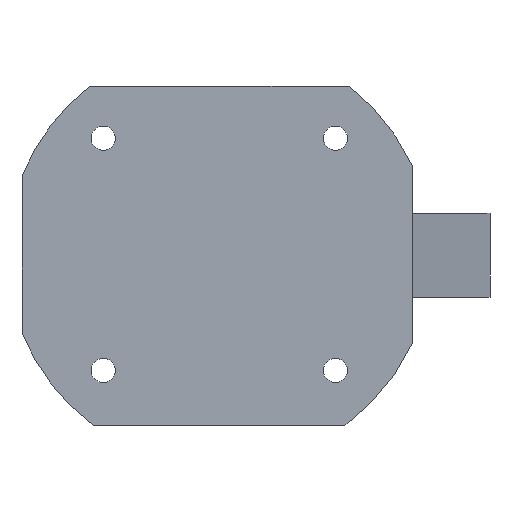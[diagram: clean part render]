
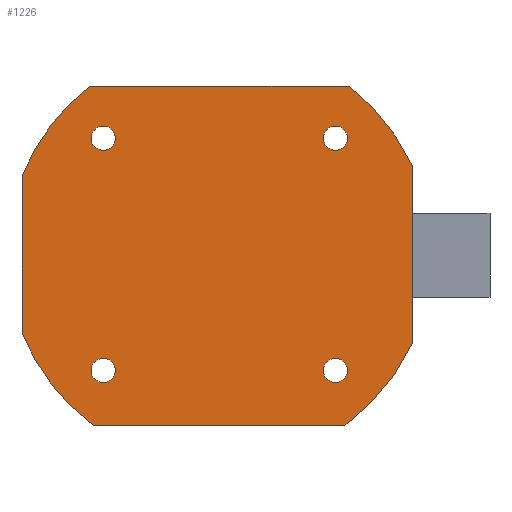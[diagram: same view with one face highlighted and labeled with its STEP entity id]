
A CAD part, front view. The second image highlights one B-rep face of the part: STEP entity #1226.
In plain terms, the highlighted planar face has unit normal (0, -1, 0).
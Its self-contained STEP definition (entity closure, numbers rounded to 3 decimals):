
#2 = CARTESIAN_POINT ( 'NONE',  ( 5.567, -2.817, 32.451 ) ) ;
#10 = EDGE_LOOP ( 'NONE', ( #1125, #1197 ) ) ;
#53 = EDGE_LOOP ( 'NONE', ( #1207, #748 ) ) ;
#59 = EDGE_CURVE ( 'NONE', #1250, #1032, #915, .T. ) ;
#69 = EDGE_CURVE ( 'NONE', #952, #795, #1056, .T. ) ;
#76 = EDGE_CURVE ( 'NONE', #809, #1006, #321, .T. ) ;
#84 = DIRECTION ( 'NONE',  ( -1., 0., 0. ) ) ;
#101 = CIRCLE ( 'NONE', #947, 1.513 ) ;
#107 = DIRECTION ( 'NONE',  ( 0., 0., -1. ) ) ;
#118 = FACE_BOUND ( 'NONE', #549, .T. ) ;
#126 = AXIS2_PLACEMENT_3D ( 'NONE', #344, #1176, #245 ) ;
#138 = FACE_BOUND ( 'NONE', #636, .T. ) ;
#139 = LINE ( 'NONE', #916, #376 ) ;
#149 = CARTESIAN_POINT ( 'NONE',  ( 4.054, -2.817, 3.46 ) ) ;
#164 = VECTOR ( 'NONE', #317, 1000. ) ;
#181 = EDGE_LOOP ( 'NONE', ( #965, #1076, #589, #289, #1268, #1282, #768, #1293 ) ) ;
#200 = CARTESIAN_POINT ( 'NONE',  ( 34.558, -2.817, 3.46 ) ) ;
#217 = CARTESIAN_POINT ( 'NONE',  ( -7.288, -2.817, 38.926 ) ) ;
#218 = DIRECTION ( 'NONE',  ( 0., -1., 0. ) ) ;
#230 = CARTESIAN_POINT ( 'NONE',  ( 44.142, -2.817, 6.881 ) ) ;
#235 = ORIENTED_EDGE ( 'NONE', *, *, #1111, .T. ) ;
#236 = EDGE_CURVE ( 'NONE', #316, #273, #1322, .T. ) ;
#245 = DIRECTION ( 'NONE',  ( -1., 0., 0. ) ) ;
#251 = CARTESIAN_POINT ( 'NONE',  ( -7.288, -2.817, -3.412 ) ) ;
#273 = VERTEX_POINT ( 'NONE', #1018 ) ;
#289 = ORIENTED_EDGE ( 'NONE', *, *, #504, .F. ) ;
#291 = CARTESIAN_POINT ( 'NONE',  ( 33.046, -2.817, 32.451 ) ) ;
#300 = CIRCLE ( 'NONE', #1285, 26.504 ) ;
#301 = CARTESIAN_POINT ( 'NONE',  ( 34.558, -2.817, 32.451 ) ) ;
#303 = AXIS2_PLACEMENT_3D ( 'NONE', #1161, #568, #1193 ) ;
#315 = DIRECTION ( 'NONE',  ( -1., 0., 0. ) ) ;
#316 = VERTEX_POINT ( 'NONE', #705 ) ;
#317 = DIRECTION ( 'NONE',  ( 0., 0., 1. ) ) ;
#321 = CIRCLE ( 'NONE', #126, 1.513 ) ;
#324 = PLANE ( 'NONE',  #998 ) ;
#344 = CARTESIAN_POINT ( 'NONE',  ( 5.567, -2.817, 3.46 ) ) ;
#346 = CARTESIAN_POINT ( 'NONE',  ( 4.054, -2.817, 32.451 ) ) ;
#358 = DIRECTION ( 'NONE',  ( 0., 1., 0. ) ) ;
#376 = VECTOR ( 'NONE', #1340, 1000. ) ;
#394 = AXIS2_PLACEMENT_3D ( 'NONE', #656, #524, #927 ) ;
#441 = CARTESIAN_POINT ( 'NONE',  ( -4.587, -2.817, 8.215 ) ) ;
#448 = AXIS2_PLACEMENT_3D ( 'NONE', #1212, #586, #1121 ) ;
#450 = CARTESIAN_POINT ( 'NONE',  ( 3.854, -2.817, 38.926 ) ) ;
#462 = CIRCLE ( 'NONE', #303, 1.513 ) ;
#480 = EDGE_CURVE ( 'NONE', #1032, #1250, #1058, .T. ) ;
#489 = EDGE_CURVE ( 'NONE', #531, #780, #300, .T. ) ;
#495 = DIRECTION ( 'NONE',  ( 0., 1., 0. ) ) ;
#500 = AXIS2_PLACEMENT_3D ( 'NONE', #301, #714, #1335 ) ;
#504 = EDGE_CURVE ( 'NONE', #952, #1041, #139, .T. ) ;
#511 = DIRECTION ( 'NONE',  ( -1., 0., 0. ) ) ;
#513 = CARTESIAN_POINT ( 'NONE',  ( 44.142, -2.817, -3.412 ) ) ;
#514 = AXIS2_PLACEMENT_3D ( 'NONE', #548, #954, #1277 ) ;
#516 = AXIS2_PLACEMENT_3D ( 'NONE', #2, #1046, #315 ) ;
#524 = DIRECTION ( 'NONE',  ( 0., -1., 0. ) ) ;
#526 = FACE_BOUND ( 'NONE', #10, .T. ) ;
#531 = VERTEX_POINT ( 'NONE', #1106 ) ;
#548 = CARTESIAN_POINT ( 'NONE',  ( 5.567, -2.817, 32.451 ) ) ;
#549 = EDGE_LOOP ( 'NONE', ( #986, #1135 ) ) ;
#553 = DIRECTION ( 'NONE',  ( 0., 0., 1. ) ) ;
#568 = DIRECTION ( 'NONE',  ( 0., 1., 0. ) ) ;
#586 = DIRECTION ( 'NONE',  ( 0., -1., 0. ) ) ;
#589 = ORIENTED_EDGE ( 'NONE', *, *, #668, .T. ) ;
#610 = CIRCLE ( 'NONE', #973, 26.504 ) ;
#636 = EDGE_LOOP ( 'NONE', ( #235, #918 ) ) ;
#637 = LINE ( 'NONE', #513, #164 ) ;
#653 = DIRECTION ( 'NONE',  ( 0., 0., -1. ) ) ;
#656 = CARTESIAN_POINT ( 'NONE',  ( 20.062, -2.817, 17.955 ) ) ;
#668 = EDGE_CURVE ( 'NONE', #945, #1041, #909, .T. ) ;
#705 = CARTESIAN_POINT ( 'NONE',  ( 36.071, -2.817, 3.46 ) ) ;
#713 = AXIS2_PLACEMENT_3D ( 'NONE', #1180, #358, #1080 ) ;
#714 = DIRECTION ( 'NONE',  ( 0., 1., 0. ) ) ;
#746 = CARTESIAN_POINT ( 'NONE',  ( 36.071, -2.817, 32.451 ) ) ;
#748 = ORIENTED_EDGE ( 'NONE', *, *, #59, .T. ) ;
#755 = LINE ( 'NONE', #251, #1327 ) ;
#768 = ORIENTED_EDGE ( 'NONE', *, *, #1103, .T. ) ;
#777 = EDGE_CURVE ( 'NONE', #1192, #531, #637, .T. ) ;
#780 = VERTEX_POINT ( 'NONE', #1244 ) ;
#795 = VERTEX_POINT ( 'NONE', #818 ) ;
#809 = VERTEX_POINT ( 'NONE', #149 ) ;
#814 = EDGE_CURVE ( 'NONE', #795, #1218, #755, .T. ) ;
#818 = CARTESIAN_POINT ( 'NONE',  ( 4.381, -2.817, -3.412 ) ) ;
#841 = DIRECTION ( 'NONE',  ( 0., 1., 0. ) ) ;
#850 = FACE_BOUND ( 'NONE', #53, .T. ) ;
#856 = CARTESIAN_POINT ( 'NONE',  ( 35.744, -2.817, -3.412 ) ) ;
#904 = VECTOR ( 'NONE', #1254, 1000. ) ;
#909 = CIRCLE ( 'NONE', #448, 26.504 ) ;
#915 = CIRCLE ( 'NONE', #514, 1.513 ) ;
#916 = CARTESIAN_POINT ( 'NONE',  ( -4.587, -2.817, -3.412 ) ) ;
#918 = ORIENTED_EDGE ( 'NONE', *, *, #949, .T. ) ;
#920 = CIRCLE ( 'NONE', #500, 1.513 ) ;
#927 = DIRECTION ( 'NONE',  ( 0., 0., -1. ) ) ;
#935 = EDGE_CURVE ( 'NONE', #1006, #809, #1063, .T. ) ;
#945 = VERTEX_POINT ( 'NONE', #450 ) ;
#947 = AXIS2_PLACEMENT_3D ( 'NONE', #200, #1247, #84 ) ;
#949 = EDGE_CURVE ( 'NONE', #1213, #1109, #462, .T. ) ;
#952 = VERTEX_POINT ( 'NONE', #441 ) ;
#954 = DIRECTION ( 'NONE',  ( 0., 1., 0. ) ) ;
#964 = DIRECTION ( 'NONE',  ( 1., 0., 0. ) ) ;
#965 = ORIENTED_EDGE ( 'NONE', *, *, #489, .T. ) ;
#973 = AXIS2_PLACEMENT_3D ( 'NONE', #1026, #1035, #107 ) ;
#986 = ORIENTED_EDGE ( 'NONE', *, *, #76, .T. ) ;
#998 = AXIS2_PLACEMENT_3D ( 'NONE', #1248, #841, #553 ) ;
#1002 = CARTESIAN_POINT ( 'NONE',  ( 7.079, -2.817, 3.46 ) ) ;
#1006 = VERTEX_POINT ( 'NONE', #1002 ) ;
#1018 = CARTESIAN_POINT ( 'NONE',  ( 33.046, -2.817, 3.46 ) ) ;
#1026 = CARTESIAN_POINT ( 'NONE',  ( 20.062, -2.817, 17.955 ) ) ;
#1030 = FACE_OUTER_BOUND ( 'NONE', #181, .T. ) ;
#1032 = VERTEX_POINT ( 'NONE', #346 ) ;
#1035 = DIRECTION ( 'NONE',  ( 0., -1., 0. ) ) ;
#1041 = VERTEX_POINT ( 'NONE', #1245 ) ;
#1046 = DIRECTION ( 'NONE',  ( 0., 1., 0. ) ) ;
#1053 = CARTESIAN_POINT ( 'NONE',  ( 7.079, -2.817, 32.451 ) ) ;
#1056 = CIRCLE ( 'NONE', #394, 26.504 ) ;
#1058 = CIRCLE ( 'NONE', #516, 1.513 ) ;
#1063 = CIRCLE ( 'NONE', #713, 1.513 ) ;
#1076 = ORIENTED_EDGE ( 'NONE', *, *, #1296, .T. ) ;
#1080 = DIRECTION ( 'NONE',  ( -1., 0., 0. ) ) ;
#1103 = EDGE_CURVE ( 'NONE', #1218, #1192, #610, .T. ) ;
#1106 = CARTESIAN_POINT ( 'NONE',  ( 44.142, -2.817, 29.03 ) ) ;
#1109 = VERTEX_POINT ( 'NONE', #291 ) ;
#1111 = EDGE_CURVE ( 'NONE', #1109, #1213, #920, .T. ) ;
#1121 = DIRECTION ( 'NONE',  ( 0., 0., -1. ) ) ;
#1125 = ORIENTED_EDGE ( 'NONE', *, *, #1130, .T. ) ;
#1130 = EDGE_CURVE ( 'NONE', #273, #316, #101, .T. ) ;
#1135 = ORIENTED_EDGE ( 'NONE', *, *, #935, .T. ) ;
#1148 = LINE ( 'NONE', #217, #904 ) ;
#1161 = CARTESIAN_POINT ( 'NONE',  ( 34.558, -2.817, 32.451 ) ) ;
#1171 = CARTESIAN_POINT ( 'NONE',  ( 20.062, -2.817, 17.955 ) ) ;
#1176 = DIRECTION ( 'NONE',  ( 0., 1., 0. ) ) ;
#1180 = CARTESIAN_POINT ( 'NONE',  ( 5.567, -2.817, 3.46 ) ) ;
#1192 = VERTEX_POINT ( 'NONE', #230 ) ;
#1193 = DIRECTION ( 'NONE',  ( -1., 0., 0. ) ) ;
#1197 = ORIENTED_EDGE ( 'NONE', *, *, #236, .T. ) ;
#1207 = ORIENTED_EDGE ( 'NONE', *, *, #480, .T. ) ;
#1212 = CARTESIAN_POINT ( 'NONE',  ( 20.062, -2.817, 17.955 ) ) ;
#1213 = VERTEX_POINT ( 'NONE', #746 ) ;
#1218 = VERTEX_POINT ( 'NONE', #856 ) ;
#1226 = ADVANCED_FACE ( 'NONE', ( #850, #118, #526, #138, #1030 ), #324, .F. ) ;
#1227 = CARTESIAN_POINT ( 'NONE',  ( 34.558, -2.817, 3.46 ) ) ;
#1244 = CARTESIAN_POINT ( 'NONE',  ( 36.27, -2.817, 38.926 ) ) ;
#1245 = CARTESIAN_POINT ( 'NONE',  ( -4.587, -2.817, 27.696 ) ) ;
#1247 = DIRECTION ( 'NONE',  ( 0., 1., 0. ) ) ;
#1248 = CARTESIAN_POINT ( 'NONE',  ( -7.186, -2.817, 38. ) ) ;
#1250 = VERTEX_POINT ( 'NONE', #1053 ) ;
#1253 = AXIS2_PLACEMENT_3D ( 'NONE', #1227, #495, #511 ) ;
#1254 = DIRECTION ( 'NONE',  ( -1., 0., 0. ) ) ;
#1268 = ORIENTED_EDGE ( 'NONE', *, *, #69, .T. ) ;
#1277 = DIRECTION ( 'NONE',  ( -1., 0., 0. ) ) ;
#1282 = ORIENTED_EDGE ( 'NONE', *, *, #814, .T. ) ;
#1285 = AXIS2_PLACEMENT_3D ( 'NONE', #1171, #218, #653 ) ;
#1293 = ORIENTED_EDGE ( 'NONE', *, *, #777, .T. ) ;
#1296 = EDGE_CURVE ( 'NONE', #780, #945, #1148, .T. ) ;
#1322 = CIRCLE ( 'NONE', #1253, 1.513 ) ;
#1327 = VECTOR ( 'NONE', #964, 1000. ) ;
#1335 = DIRECTION ( 'NONE',  ( -1., 0., 0. ) ) ;
#1340 = DIRECTION ( 'NONE',  ( 0., 0., 1. ) ) ;
